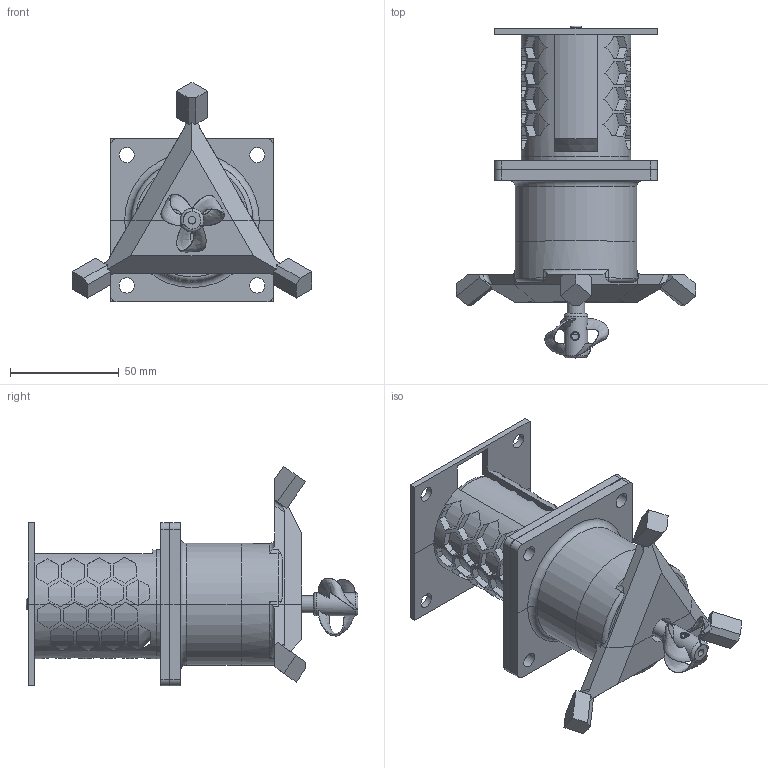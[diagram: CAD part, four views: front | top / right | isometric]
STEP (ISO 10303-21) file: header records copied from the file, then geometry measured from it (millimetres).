
FILE_DESCRIPTION(/* description */ (''),/* implementation_level */ '2;1');
FILE_NAME(/* name */ 'CornerMount_MotorMount_ASM_Full v2.step',/* time_stamp */ '2025-09-03T10:25:00-04:00',/* author */ (''),/* organization */ (''),/* preprocessor_version */ 'ST-DEVELOPER v20.1',/* originating_system */ 'Autodesk Translation Framework v14.10.0.0',/* authorisation */ '');
FILE_SCHEMA (('AUTOMOTIVE_DESIGN { 1 0 10303 214 3 1 1 }'));
Products named in the file (8): CornerMount_MotorMount_ASM; Housing_BrushlessDCMotor_27Aug24; shaft; 2349K744_Permanently Lubricated Ball Bearing; 9281K127_Mechanical Pump Shaft Seal with Extended Spring; 5395T211_Set Screw Shaft Coupling; SharrowPropeller_20mm_8.35mmhole; KingValMotor_MF
Assembly tree (7 placements, depth 2):
  CornerMount_MotorMount_ASM
    Housing_BrushlessDCMotor_27Aug24
    shaft
    2349K744_Permanently Lubricated Ball Bearing
    9281K127_Mechanical Pump Shaft Seal with Extended Spring
    5395T211_Set Screw Shaft Coupling
    SharrowPropeller_20mm_8.35mmhole
    KingValMotor_MF
Bounding box: 110.04 x 152.8 x 101 mm (x, y, z)
Volume: 272080.4 mm3; surface area: 99430.9 mm2
Topology: 35 solids, 35 shells, 1116 faces, 3073 edges, 2019 vertices
Faces by surface type: plane 508, cylinder 346, bspline 138, torus 68, cone 49, sphere 7
Full cylindrical faces by diameter (mm): 3 x6, 3.091 x10, 3.332 x1, 3.5 x1, 4 x10, 5 x1, 5.5 x6, 6.035 x12, 7 x12, 7.147 x6, 7.5 x2, 8 x5, 8.2 x1, 8.248 x2, 8.35 x1, 8.748 x1, 8.932 x1, 9.1 x2, 9.5 x1, 9.6 x2, 10 x1, 10.16 x1, 10.248 x1, 10.5 x2, 10.56 x1, 10.8 x1, 11.348 x2, 11.978 x2, 11.984 x1, 11.996 x4
Entity records: 56589 total; most frequent: CARTESIAN_POINT 28542, ORIENTED_EDGE 6114, DIRECTION 5413, EDGE_CURVE 3057, AXIS2_PLACEMENT_3D 2076, VERTEX_POINT 2019, LINE 1261, VECTOR 1261
